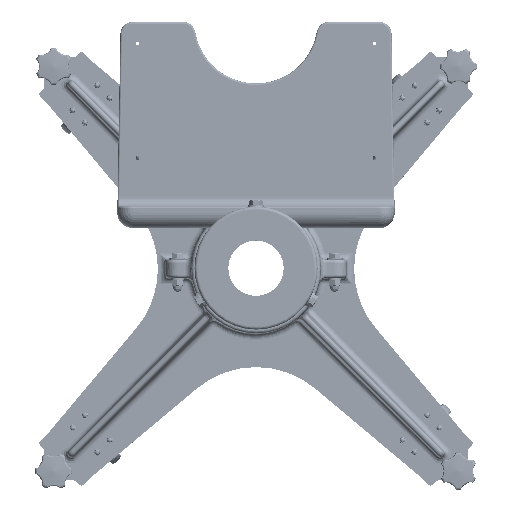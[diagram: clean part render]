
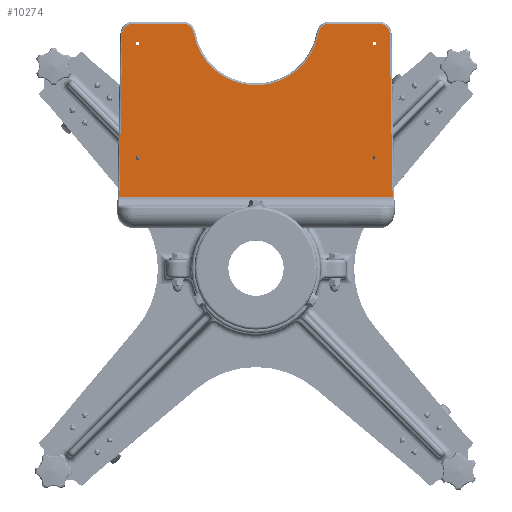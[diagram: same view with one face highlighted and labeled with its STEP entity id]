
A CAD part, top view. The second image highlights one B-rep face of the part: STEP entity #10274.
In plain terms, the highlighted planar face has unit normal (0, 0, 1).
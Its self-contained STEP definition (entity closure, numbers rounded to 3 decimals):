
#10274=ADVANCED_FACE('',(#23349,#23350,#23351,#23352,#23353),#23354,.T.);
#23349=FACE_BOUND('',#79440,.T.);
#23350=FACE_BOUND('',#79441,.T.);
#23351=FACE_BOUND('',#79442,.T.);
#23352=FACE_BOUND('',#79443,.T.);
#23353=FACE_OUTER_BOUND('',#79444,.T.);
#23354=PLANE('',#79445);
#79440=EDGE_LOOP('',(#154069));
#79441=EDGE_LOOP('',(#154070));
#79442=EDGE_LOOP('',(#154071));
#79443=EDGE_LOOP('',(#154072));
#79444=EDGE_LOOP('',(#154073,#154074,#154075,#154076,#154077,#154078,#154079,#154080,#154081,#154082));
#79445=AXIS2_PLACEMENT_3D('',#154083,#154084,#154085);
#154069=ORIENTED_EDGE('',*,*,#185831,.F.);
#154070=ORIENTED_EDGE('',*,*,#188552,.F.);
#154071=ORIENTED_EDGE('',*,*,#188553,.F.);
#154072=ORIENTED_EDGE('',*,*,#188554,.F.);
#154073=ORIENTED_EDGE('',*,*,#188555,.T.);
#154074=ORIENTED_EDGE('',*,*,#188556,.T.);
#154075=ORIENTED_EDGE('',*,*,#188557,.T.);
#154076=ORIENTED_EDGE('',*,*,#188558,.T.);
#154077=ORIENTED_EDGE('',*,*,#186893,.T.);
#154078=ORIENTED_EDGE('',*,*,#188559,.T.);
#154079=ORIENTED_EDGE('',*,*,#184091,.T.);
#154080=ORIENTED_EDGE('',*,*,#185041,.T.);
#154081=ORIENTED_EDGE('',*,*,#188560,.T.);
#154082=ORIENTED_EDGE('',*,*,#185949,.T.);
#154083=CARTESIAN_POINT('',(-425.473,19.444,28.0));
#154084=DIRECTION('',(0.0,0.0,1.0));
#154085=DIRECTION('',(1.0,0.0,0.0));
#184091=EDGE_CURVE('',#206727,#206725,#206728,.T.);
#185041=EDGE_CURVE('',#206725,#208284,#208286,.T.);
#185831=EDGE_CURVE('',#209513,#209513,#209514,.T.);
#185949=EDGE_CURVE('',#209688,#209693,#209695,.T.);
#186893=EDGE_CURVE('',#211156,#211154,#211157,.T.);
#188552=EDGE_CURVE('',#213603,#213603,#213604,.T.);
#188553=EDGE_CURVE('',#213605,#213605,#213606,.T.);
#188554=EDGE_CURVE('',#213607,#213607,#213608,.T.);
#188555=EDGE_CURVE('',#209693,#197914,#213609,.T.);
#188556=EDGE_CURVE('',#197914,#213610,#213611,.T.);
#188557=EDGE_CURVE('',#213610,#213612,#213613,.T.);
#188558=EDGE_CURVE('',#213612,#211156,#213614,.T.);
#188559=EDGE_CURVE('',#211154,#206727,#213615,.F.);
#188560=EDGE_CURVE('',#208284,#209688,#213616,.T.);
#197914=VERTEX_POINT('',#231010);
#206725=VERTEX_POINT('',#271564);
#206727=VERTEX_POINT('',#271566);
#206728=CIRCLE('',#271567,17.0);
#208284=VERTEX_POINT('',#277889);
#208286=LINE('',#277891,#277892);
#209513=VERTEX_POINT('',#283172);
#209514=CIRCLE('',#283173,3.);
#209688=VERTEX_POINT('',#284237);
#209693=VERTEX_POINT('',#284243);
#209695=LINE('',#284245,#284246);
#211154=VERTEX_POINT('',#290685);
#211156=VERTEX_POINT('',#290687);
#211157=CIRCLE('',#290688,17.0);
#213603=VERTEX_POINT('',#302767);
#213604=CIRCLE('',#302768,3.);
#213605=VERTEX_POINT('',#302769);
#213606=CIRCLE('',#302770,3.);
#213607=VERTEX_POINT('',#302771);
#213608=CIRCLE('',#302772,3.);
#213609=LINE('',#302773,#302774);
#213610=VERTEX_POINT('',#302775);
#213611=LINE('',#302776,#302777);
#213612=VERTEX_POINT('',#302778);
#213613=CIRCLE('',#302779,17.0);
#213614=LINE('',#302780,#302781);
#213615=CIRCLE('',#302782,103.0);
#213616=CIRCLE('',#302783,17.0);
#231010=CARTESIAN_POINT('',(21.738,34.444,28.0));
#271564=CARTESIAN_POINT('',(-318.558,316.444,28.0));
#271566=CARTESIAN_POINT('',(-301.796,302.278,28.0));
#271567=AXIS2_PLACEMENT_3D('',#352003,#352004,#352005);
#277889=CARTESIAN_POINT('',(-400.583,316.444,28.0));
#277891=CARTESIAN_POINT('',(-400.583,316.444,28.0));
#277892=VECTOR('',#352990,1.0);
#283172=CARTESIAN_POINT('',(-389.737,98.444,28.0));
#283173=AXIS2_PLACEMENT_3D('',#353845,#353846,#353847);
#284237=CARTESIAN_POINT('',(-417.58,299.741,28.0));
#284243=CARTESIAN_POINT('',(-422.211,34.444,28.0));
#284245=CARTESIAN_POINT('',(-422.212,34.392,28.0));
#284246=VECTOR('',#353953,1.0);
#290685=CARTESIAN_POINT('',(-98.677,302.278,28.0));
#290687=CARTESIAN_POINT('',(-81.915,316.444,28.0));
#290688=AXIS2_PLACEMENT_3D('',#354900,#354901,#354902);
#302767=CARTESIAN_POINT('',(-389.737,284.444,28.0));
#302768=AXIS2_PLACEMENT_3D('',#356417,#356418,#356419);
#302769=CARTESIAN_POINT('',(-4.736,284.444,28.0));
#302770=AXIS2_PLACEMENT_3D('',#356420,#356421,#356422);
#302771=CARTESIAN_POINT('',(-4.736,98.444,28.0));
#302772=AXIS2_PLACEMENT_3D('',#356423,#356424,#356425);
#302773=CARTESIAN_POINT('',(-425.473,34.444,28.0));
#302774=VECTOR('',#356426,1.0);
#302775=CARTESIAN_POINT('',(17.107,299.741,28.0));
#302776=CARTESIAN_POINT('',(17.107,299.741,28.0));
#302777=VECTOR('',#356427,1.0);
#302778=CARTESIAN_POINT('',(0.11,316.444,28.0));
#302779=AXIS2_PLACEMENT_3D('',#356428,#356429,#356430);
#302780=CARTESIAN_POINT('',(-81.915,316.444,28.0));
#302781=VECTOR('',#356431,1.0);
#302782=AXIS2_PLACEMENT_3D('',#356432,#356433,#356434);
#302783=AXIS2_PLACEMENT_3D('',#356435,#356436,#356437);
#352003=CARTESIAN_POINT('',(-318.558,299.444,28.0));
#352004=DIRECTION('',(0.0,0.0,1.0));
#352005=DIRECTION('',(1.0,0.0,0.0));
#352990=DIRECTION('',(-1.0,0.0,0.0));
#353845=CARTESIAN_POINT('',(-392.737,98.444,28.0));
#353846=DIRECTION('',(0.0,0.0,1.0));
#353847=DIRECTION('',(1.0,0.0,0.0));
#353953=DIRECTION('',(-0.017,-1.,0.0));
#354900=CARTESIAN_POINT('',(-81.915,299.444,28.0));
#354901=DIRECTION('',(0.0,0.0,1.0));
#354902=DIRECTION('',(1.0,0.0,0.0));
#356417=CARTESIAN_POINT('',(-392.737,284.444,28.0));
#356418=DIRECTION('',(0.0,0.0,1.0));
#356419=DIRECTION('',(1.0,0.0,0.0));
#356420=CARTESIAN_POINT('',(-7.736,284.444,28.0));
#356421=DIRECTION('',(0.0,0.0,1.0));
#356422=DIRECTION('',(1.0,0.0,0.0));
#356423=CARTESIAN_POINT('',(-7.736,98.444,28.0));
#356424=DIRECTION('',(0.0,0.0,1.0));
#356425=DIRECTION('',(1.0,0.0,0.0));
#356426=DIRECTION('',(1.0,0.0,0.0));
#356427=DIRECTION('',(-0.017,1.,0.0));
#356428=CARTESIAN_POINT('',(0.11,299.444,28.0));
#356429=DIRECTION('',(0.0,0.0,1.0));
#356430=DIRECTION('',(1.0,0.0,0.0));
#356431=DIRECTION('',(-1.0,0.0,0.0));
#356432=CARTESIAN_POINT('',(-200.237,319.444,28.0));
#356433=DIRECTION('',(0.0,0.0,1.0));
#356434=DIRECTION('',(1.0,0.0,0.0));
#356435=CARTESIAN_POINT('',(-400.583,299.444,28.0));
#356436=DIRECTION('',(0.0,0.0,1.0));
#356437=DIRECTION('',(1.0,0.0,0.0));
